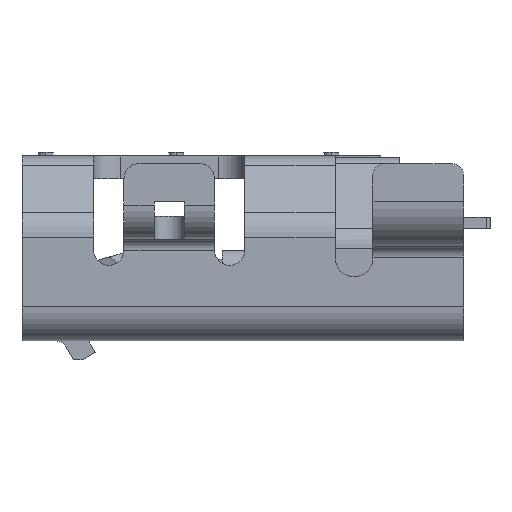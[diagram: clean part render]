
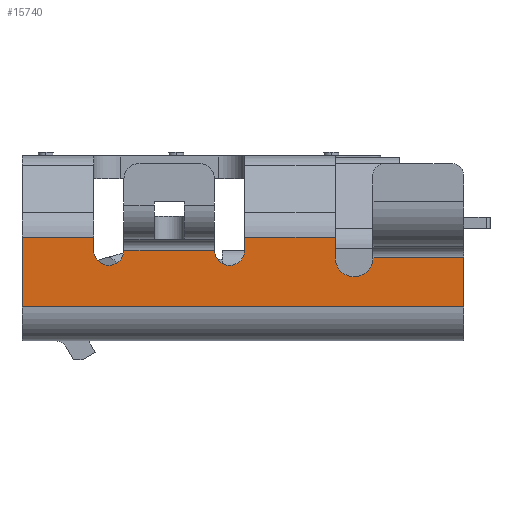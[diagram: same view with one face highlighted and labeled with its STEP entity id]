
A CAD part, left-side view. The second image highlights one B-rep face of the part: STEP entity #15740.
In plain terms, the highlighted face is planar.
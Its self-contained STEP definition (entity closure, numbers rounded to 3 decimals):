
#710=CARTESIAN_POINT('',(3.75,-1.1,1.725));
#720=VERTEX_POINT('',#710);
#4680=CARTESIAN_POINT('',(3.75,-1.374,-2.925));
#4690=DIRECTION('',(0.,0.,1.));
#4700=VECTOR('',#4690,0.95);
#4710=LINE('',#4680,#4700);
#4720=CARTESIAN_POINT('',(3.75,-1.374,-2.925));
#4730=VERTEX_POINT('',#4720);
#4740=CARTESIAN_POINT('',(3.75,-1.374,-1.975));
#4750=VERTEX_POINT('',#4740);
#4760=EDGE_CURVE('',#4730,#4750,#4710,.T.);
#5170=CARTESIAN_POINT('',(3.75,-1.374,1.225));
#5180=VERTEX_POINT('',#5170);
#5210=CARTESIAN_POINT('',(3.75,-1.374,0.025));
#5220=DIRECTION('',(0.,0.,1.));
#5230=VECTOR('',#5220,1.2);
#5240=LINE('',#5210,#5230);
#5250=CARTESIAN_POINT('',(3.75,-1.374,0.025));
#5260=VERTEX_POINT('',#5250);
#5270=EDGE_CURVE('',#5260,#5180,#5240,.T.);
#6220=CARTESIAN_POINT('',(3.75,-1.2,-1.975));
#6230=VERTEX_POINT('',#6220);
#6260=CARTESIAN_POINT('',(3.75,-1.2,-1.975));
#6270=DIRECTION('',(0.,-1.,0.));
#6280=VECTOR('',#6270,0.174);
#6290=LINE('',#6260,#6280);
#6300=EDGE_CURVE('',#6230,#4750,#6290,.T.);
#14810=CARTESIAN_POINT('',(3.75,-1.1,1.225));
#14820=VERTEX_POINT('',#14810);
#14850=CARTESIAN_POINT('',(3.75,-1.374,1.225));
#14860=DIRECTION('',(0.,1.,0.));
#14870=VECTOR('',#14860,0.274);
#14880=LINE('',#14850,#14870);
#14890=EDGE_CURVE('',#5180,#14820,#14880,.T.);
#14940=CARTESIAN_POINT('',(3.75,0.,-2.925));
#14950=DIRECTION('',(-1.,-0.,-0.));
#14960=DIRECTION('',(0.,0.,-1.));
#14970=AXIS2_PLACEMENT_3D('',#14940,#14950,#14960);
#14980=PLANE('',#14970);
#14990=ORIENTED_EDGE('',*,*,#4760,.F.);
#15000=ORIENTED_EDGE('',*,*,#6300,.T.);
#15010=CARTESIAN_POINT('',(3.75,-1.2,-1.775));
#15020=DIRECTION('',(1.,0.,0.));
#15030=DIRECTION('',(0.,0.,-1.));
#15040=AXIS2_PLACEMENT_3D('',#15010,#15020,#15030);
#15050=CIRCLE('',#15040,0.2);
#15060=CARTESIAN_POINT('',(3.75,-1.2,-1.575));
#15070=VERTEX_POINT('',#15060);
#15080=EDGE_CURVE('',#6230,#15070,#15050,.T.);
#15090=ORIENTED_EDGE('',*,*,#15080,.F.);
#15100=CARTESIAN_POINT('',(3.75,-1.2,-1.575));
#15110=DIRECTION('',(0.,0.,1.));
#15120=VECTOR('',#15110,1.2);
#15130=LINE('',#15100,#15120);
#15140=CARTESIAN_POINT('',(3.75,-1.2,-0.375));
#15150=VERTEX_POINT('',#15140);
#15160=EDGE_CURVE('',#15070,#15150,#15130,.T.);
#15170=ORIENTED_EDGE('',*,*,#15160,.F.);
#15180=CARTESIAN_POINT('',(3.75,-1.2,-0.175));
#15190=DIRECTION('',(1.,0.,0.));
#15200=DIRECTION('',(0.,0.,-1.));
#15210=AXIS2_PLACEMENT_3D('',#15180,#15190,#15200);
#15220=CIRCLE('',#15210,0.2);
#15230=CARTESIAN_POINT('',(3.75,-1.2,0.025));
#15240=VERTEX_POINT('',#15230);
#15250=EDGE_CURVE('',#15150,#15240,#15220,.T.);
#15260=ORIENTED_EDGE('',*,*,#15250,.F.);
#15270=CARTESIAN_POINT('',(3.75,-1.374,0.025));
#15280=DIRECTION('',(0.,1.,0.));
#15290=VECTOR('',#15280,0.174);
#15300=LINE('',#15270,#15290);
#15310=EDGE_CURVE('',#5260,#15240,#15300,.T.);
#15320=ORIENTED_EDGE('',*,*,#15310,.T.);
#15330=ORIENTED_EDGE('',*,*,#5270,.F.);
#15340=ORIENTED_EDGE('',*,*,#14890,.F.);
#15350=CARTESIAN_POINT('',(3.75,-1.1,1.475));
#15360=DIRECTION('',(1.,0.,0.));
#15370=DIRECTION('',(0.,0.,-1.));
#15380=AXIS2_PLACEMENT_3D('',#15350,#15360,#15370);
#15390=CIRCLE('',#15380,0.25);
#15400=EDGE_CURVE('',#14820,#720,#15390,.T.);
#15410=ORIENTED_EDGE('',*,*,#15400,.F.);
#15420=CARTESIAN_POINT('',(3.75,-1.1,1.725));
#15430=DIRECTION('',(0.,0.,1.));
#15440=VECTOR('',#15430,1.2);
#15450=LINE('',#15420,#15440);
#15460=CARTESIAN_POINT('',(3.75,-1.1,2.925));
#15470=VERTEX_POINT('',#15460);
#15480=EDGE_CURVE('',#720,#15470,#15450,.T.);
#15490=ORIENTED_EDGE('',*,*,#15480,.F.);
#15500=CARTESIAN_POINT('',(3.75,-0.45,2.925));
#15510=DIRECTION('',(0.,-1.,0.));
#15520=VECTOR('',#15510,0.65);
#15530=LINE('',#15500,#15520);
#15540=CARTESIAN_POINT('',(3.75,-0.45,2.925));
#15550=VERTEX_POINT('',#15540);
#15560=EDGE_CURVE('',#15550,#15470,#15530,.T.);
#15570=ORIENTED_EDGE('',*,*,#15560,.T.);
#15580=CARTESIAN_POINT('',(3.75,-0.45,2.925));
#15590=DIRECTION('',(0.,0.,1.));
#15600=VECTOR('',#15590,1.);
#15610=LINE('',#15580,#15600);
#15620=CARTESIAN_POINT('',(3.75,-0.45,-2.925));
#15630=VERTEX_POINT('',#15620);
#15640=EDGE_CURVE('',#15630,#15550,#15610,.T.);
#15650=ORIENTED_EDGE('',*,*,#15640,.T.);
#15660=CARTESIAN_POINT('',(3.75,0.,-2.925));
#15670=DIRECTION('',(0.,-1.,-0.));
#15680=VECTOR('',#15670,1.);
#15690=LINE('',#15660,#15680);
#15700=EDGE_CURVE('',#15630,#4730,#15690,.T.);
#15710=ORIENTED_EDGE('',*,*,#15700,.F.);
#15720=EDGE_LOOP('',(#15710,#15650,#15570,#15490,#15410,#15340,#15330,
#15320,#15260,#15170,#15090,#15000,#14990));
#15730=FACE_OUTER_BOUND('',#15720,.T.);
#15740=ADVANCED_FACE('',(#15730),#14980,.F.);
